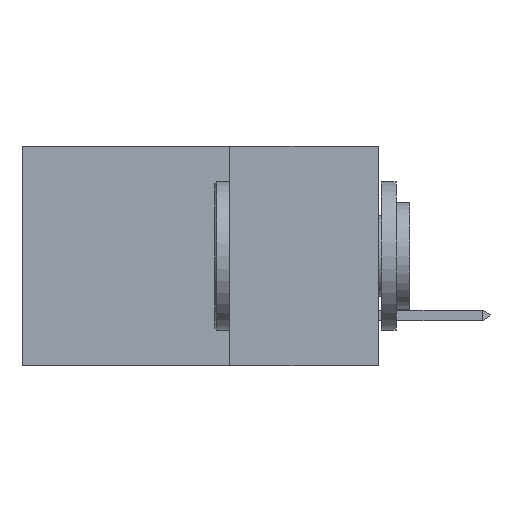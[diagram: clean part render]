
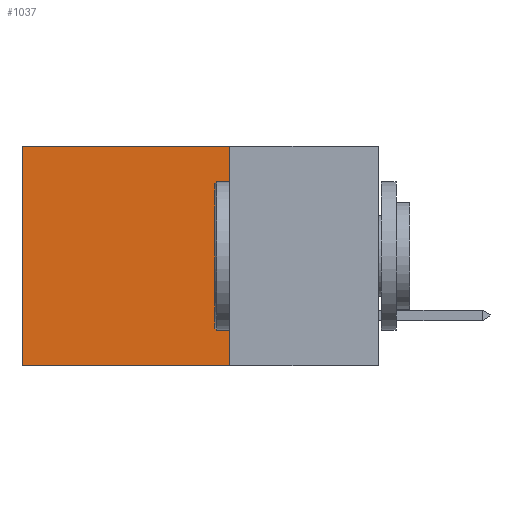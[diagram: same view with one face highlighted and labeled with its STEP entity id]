
A CAD part, left-side view. The second image highlights one B-rep face of the part: STEP entity #1037.
In plain terms, the highlighted planar face has unit normal (-1, 0, 0).
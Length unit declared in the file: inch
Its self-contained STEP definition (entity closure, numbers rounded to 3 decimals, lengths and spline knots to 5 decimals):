
#446 = EDGE_CURVE ( 'NONE', #17334, #15796, #6059, .T. ) ;
#735 = LINE ( 'NONE', #4510, #15919 ) ;
#1037 = ADVANCED_FACE ( 'NONE', ( #6138 ), #12163, .F. ) ;
#4510 = CARTESIAN_POINT ( 'NONE',  ( 0.2615, 0.25, -0.37 ) ) ;
#4833 = ORIENTED_EDGE ( 'NONE', *, *, #22621, .T. ) ;
#5938 = ORIENTED_EDGE ( 'NONE', *, *, #23907, .F. ) ;
#6059 = LINE ( 'NONE', #7738, #17089 ) ;
#6138 = FACE_OUTER_BOUND ( 'NONE', #12416, .T. ) ;
#7738 = CARTESIAN_POINT ( 'NONE',  ( 0.2615, 0.6, -0.37 ) ) ;
#9187 = DIRECTION ( 'NONE',  ( 0., 1., 0. ) ) ;
#9986 = LINE ( 'NONE', #19273, #18125 ) ;
#10113 = DIRECTION ( 'NONE',  ( 0., 0., -1. ) ) ;
#10148 = DIRECTION ( 'NONE',  ( 0., 1., 0. ) ) ;
#11306 = VERTEX_POINT ( 'NONE', #14860 ) ;
#11613 = DIRECTION ( 'NONE',  ( 0., 0., -1. ) ) ;
#11681 = CARTESIAN_POINT ( 'NONE',  ( 0.2615, 0.25, 0. ) ) ;
#12163 = PLANE ( 'NONE',  #13258 ) ;
#12416 = EDGE_LOOP ( 'NONE', ( #13635, #14420, #5938, #4833 ) ) ;
#12588 = LINE ( 'NONE', #14511, #20842 ) ;
#12795 = CARTESIAN_POINT ( 'NONE',  ( 0.2615, 0.6, 0. ) ) ;
#13258 = AXIS2_PLACEMENT_3D ( 'NONE', #13596, #19256, #13491 ) ;
#13491 = DIRECTION ( 'NONE',  ( 0., 0., -1. ) ) ;
#13596 = CARTESIAN_POINT ( 'NONE',  ( 0.2615, 0.25, -0.37 ) ) ;
#13635 = ORIENTED_EDGE ( 'NONE', *, *, #446, .T. ) ;
#14420 = ORIENTED_EDGE ( 'NONE', *, *, #17274, .F. ) ;
#14511 = CARTESIAN_POINT ( 'NONE',  ( 0.2615, 0.25, 0. ) ) ;
#14860 = CARTESIAN_POINT ( 'NONE',  ( 0.2615, 0.25, -0.37 ) ) ;
#15796 = VERTEX_POINT ( 'NONE', #22902 ) ;
#15919 = VECTOR ( 'NONE', #10148, 39.37008 ) ;
#17089 = VECTOR ( 'NONE', #11613, 39.37008 ) ;
#17274 = EDGE_CURVE ( 'NONE', #11306, #15796, #735, .T. ) ;
#17334 = VERTEX_POINT ( 'NONE', #12795 ) ;
#18125 = VECTOR ( 'NONE', #10113, 39.37008 ) ;
#19256 = DIRECTION ( 'NONE',  ( 1., 0., 0. ) ) ;
#19273 = CARTESIAN_POINT ( 'NONE',  ( 0.2615, 0.25, -0.37 ) ) ;
#19786 = VERTEX_POINT ( 'NONE', #11681 ) ;
#20842 = VECTOR ( 'NONE', #9187, 39.37008 ) ;
#22621 = EDGE_CURVE ( 'NONE', #19786, #17334, #12588, .T. ) ;
#22902 = CARTESIAN_POINT ( 'NONE',  ( 0.2615, 0.6, -0.37 ) ) ;
#23907 = EDGE_CURVE ( 'NONE', #19786, #11306, #9986, .T. ) ;
